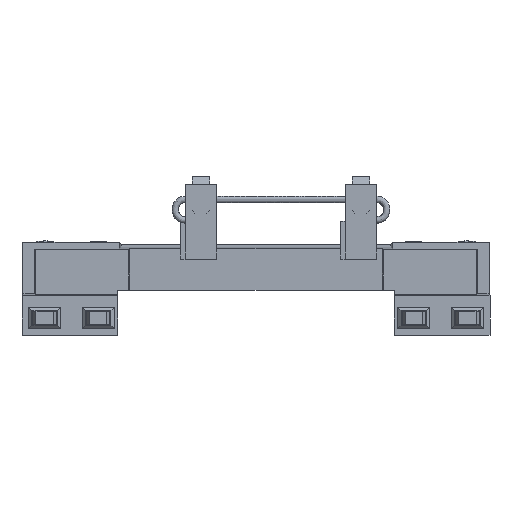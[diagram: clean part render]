
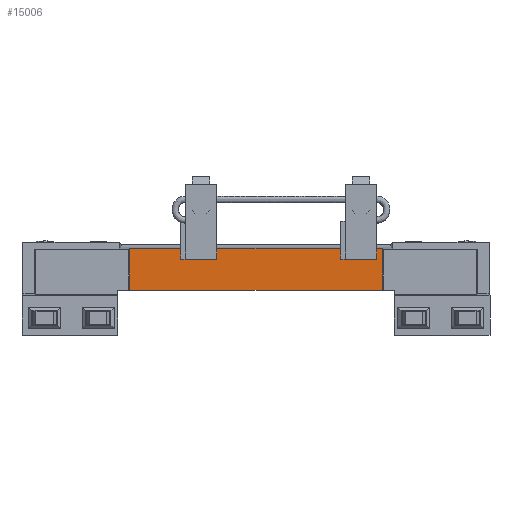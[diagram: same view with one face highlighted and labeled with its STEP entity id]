
A CAD part, front view. The second image highlights one B-rep face of the part: STEP entity #15006.
In plain terms, the highlighted planar face has unit normal (0, -1, 0).
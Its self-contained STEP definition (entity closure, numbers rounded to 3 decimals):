
#956=LINE('',#57690,#4074);
#997=LINE('',#58112,#4115);
#1008=LINE('',#58133,#4126);
#1009=LINE('',#58134,#4127);
#4074=VECTOR('',#37554,1.);
#4115=VECTOR('',#37633,1.);
#4126=VECTOR('',#37658,1.);
#4127=VECTOR('',#37659,1.);
#15006=ADVANCED_FACE('',(#17484),#16372,.T.);
#16372=PLANE('',#35476);
#17484=FACE_OUTER_BOUND('',#18870,.T.);
#18870=EDGE_LOOP('',(#20717,#20718,#20719,#20720));
#20717=ORIENTED_EDGE('',*,*,#30355,.F.);
#20718=ORIENTED_EDGE('',*,*,#30431,.T.);
#20719=ORIENTED_EDGE('',*,*,#30420,.F.);
#20720=ORIENTED_EDGE('',*,*,#30432,.F.);
#27878=VERTEX_POINT('',#57689);
#27879=VERTEX_POINT('',#57691);
#27912=VERTEX_POINT('',#58111);
#27913=VERTEX_POINT('',#58113);
#30355=EDGE_CURVE('',#27878,#27879,#956,.T.);
#30420=EDGE_CURVE('',#27912,#27913,#997,.T.);
#30431=EDGE_CURVE('',#27878,#27913,#1008,.T.);
#30432=EDGE_CURVE('',#27879,#27912,#1009,.T.);
#35476=AXIS2_PLACEMENT_3D('',#58135,#37660,#37661);
#37554=DIRECTION('',(-1.,0.,0.));
#37633=DIRECTION('',(1.,0.,0.));
#37658=DIRECTION('',(0.,0.,1.));
#37659=DIRECTION('',(0.,0.,1.));
#37660=DIRECTION('',(0.,-1.,0.));
#37661=DIRECTION('',(-1.,0.,0.));
#57689=CARTESIAN_POINT('',(68.648,102.127,8.621));
#57690=CARTESIAN_POINT('',(72.515,102.127,8.621));
#57691=CARTESIAN_POINT('',(20.51,102.127,8.621));
#58111=CARTESIAN_POINT('',(20.51,102.127,16.473));
#58112=CARTESIAN_POINT('',(68.779,102.127,16.473));
#58113=CARTESIAN_POINT('',(68.648,102.127,16.473));
#58133=CARTESIAN_POINT('',(68.648,102.127,11.825));
#58134=CARTESIAN_POINT('',(20.51,102.127,19.635));
#58135=CARTESIAN_POINT('',(68.779,102.127,19.635));
